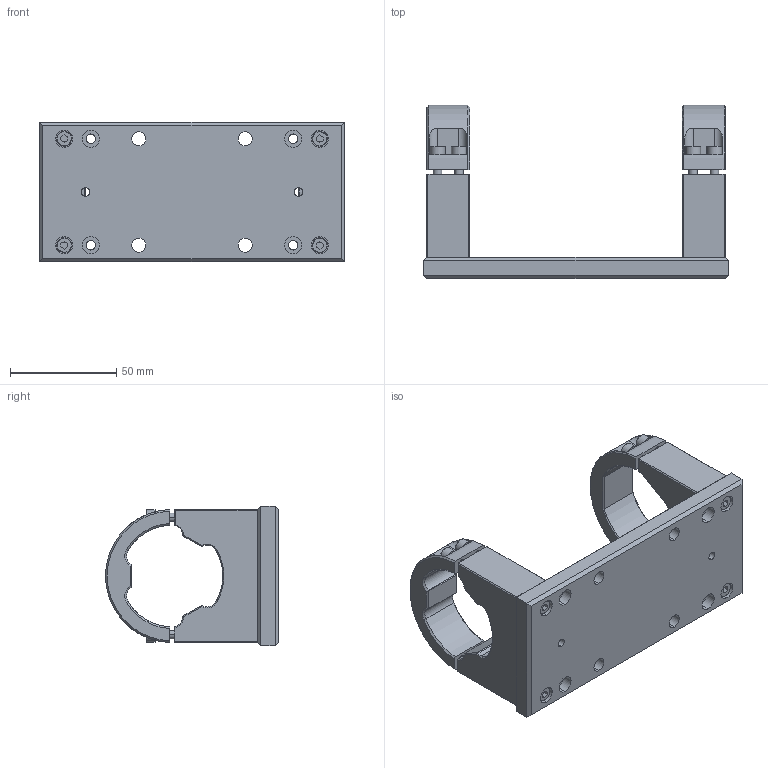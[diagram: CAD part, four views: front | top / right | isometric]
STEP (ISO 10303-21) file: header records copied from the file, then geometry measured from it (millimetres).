
FILE_DESCRIPTION (( 'STEP AP203' ), '1' );
FILE_NAME ('DP20101-C_CMHOTC16M012.step', '2021-11-15T13:48:53', ( '' ), ( '' ), 'SwSTEP 2.0', 'SolidWorks 2021', '' );
FILE_SCHEMA (( 'CONFIG_CONTROL_DESIGN' ));
Length unit declared in the file: millimetre
Products named in the file (1): DP20101-C_CMHOTC16M012
Bounding box: 143 x 81.26 x 65.54 mm (x, y, z)
Surface area: 50735.8 mm2 (no closed solid volume)
Topology: 0 solids, 25 shells, 356 faces, 959 edges, 637 vertices
Faces by surface type: plane 181, cylinder 117, cone 34, torus 24
Entity records: 11457 total; most frequent: CARTESIAN_POINT 2221, DIRECTION 2002, ORIENTED_EDGE 1702, EDGE_CURVE 959, AXIS2_PLACEMENT_3D 730, VERTEX_POINT 637, LINE 542, VECTOR 542
